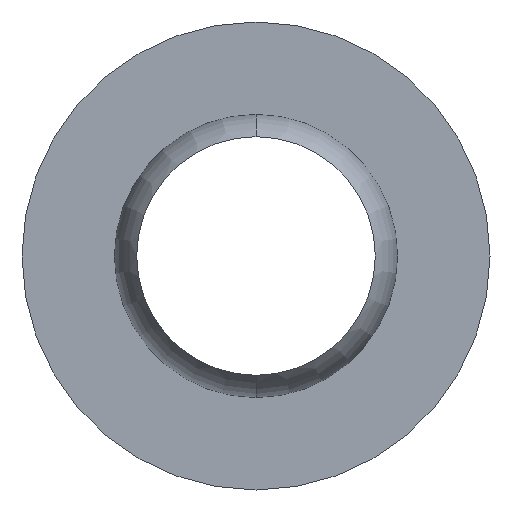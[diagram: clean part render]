
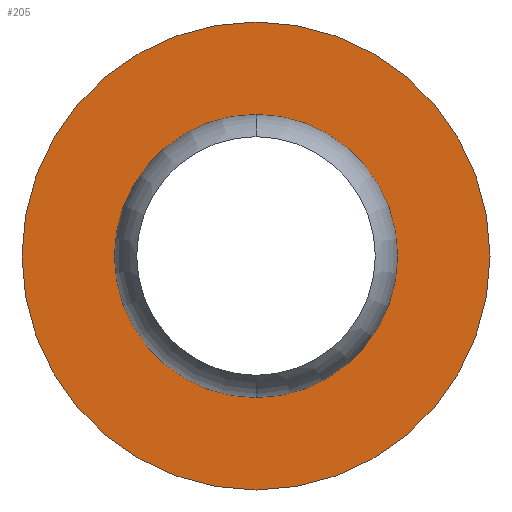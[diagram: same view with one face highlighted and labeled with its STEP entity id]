
A CAD part, front view. The second image highlights one B-rep face of the part: STEP entity #205.
In plain terms, the highlighted planar face has unit normal (0, -1, 0).
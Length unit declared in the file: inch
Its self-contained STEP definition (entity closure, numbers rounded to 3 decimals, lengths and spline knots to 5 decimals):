
#8 = ORIENTED_EDGE ( 'NONE', *, *, #12, .F. ) ;
#12 = EDGE_CURVE ( 'NONE', #48, #51, #175, .T. ) ;
#15 = EDGE_LOOP ( 'NONE', ( #192, #148 ) ) ;
#48 = VERTEX_POINT ( 'NONE', #201 ) ;
#50 = EDGE_CURVE ( 'NONE', #51, #48, #199, .T. ) ;
#51 = VERTEX_POINT ( 'NONE', #200 ) ;
#54 = VERTEX_POINT ( 'NONE', #187 ) ;
#56 = EDGE_CURVE ( 'NONE', #54, #57, #186, .T. ) ;
#57 = VERTEX_POINT ( 'NONE', #181 ) ;
#146 = EDGE_LOOP ( 'NONE', ( #206, #8 ) ) ;
#148 = ORIENTED_EDGE ( 'NONE', *, *, #207, .T. ) ;
#171 = DIRECTION ( 'NONE',  ( 0., 0., -1. ) ) ;
#172 = DIRECTION ( 'NONE',  ( 0., -1., 0. ) ) ;
#173 = CARTESIAN_POINT ( 'NONE',  ( 0., 0.125, 0. ) ) ;
#174 = AXIS2_PLACEMENT_3D ( 'NONE', #173, #172, #171 ) ;
#175 = CIRCLE ( 'NONE', #174, 0.0605 ) ;
#181 = CARTESIAN_POINT ( 'NONE',  ( 0., 0.125, 0.1 ) ) ;
#182 = DIRECTION ( 'NONE',  ( 0., 0., -1. ) ) ;
#183 = DIRECTION ( 'NONE',  ( 0., -1., 0. ) ) ;
#184 = CARTESIAN_POINT ( 'NONE',  ( 0., 0.125, 0. ) ) ;
#185 = AXIS2_PLACEMENT_3D ( 'NONE', #184, #183, #182 ) ;
#186 = CIRCLE ( 'NONE', #185, 0.1 ) ;
#187 = CARTESIAN_POINT ( 'NONE',  ( 0., 0.125, -0.1 ) ) ;
#192 = ORIENTED_EDGE ( 'NONE', *, *, #56, .T. ) ;
#195 = DIRECTION ( 'NONE',  ( 0., 0., -1. ) ) ;
#196 = DIRECTION ( 'NONE',  ( 0., -1., 0. ) ) ;
#197 = CARTESIAN_POINT ( 'NONE',  ( 0., 0.125, 0. ) ) ;
#198 = AXIS2_PLACEMENT_3D ( 'NONE', #197, #196, #195 ) ;
#199 = CIRCLE ( 'NONE', #198, 0.0605 ) ;
#200 = CARTESIAN_POINT ( 'NONE',  ( 0., 0.125, -0.0605 ) ) ;
#201 = CARTESIAN_POINT ( 'NONE',  ( 0., 0.125, 0.0605 ) ) ;
#205 = ADVANCED_FACE ( 'NONE', ( #371, #370 ), #394, .T. ) ;
#206 = ORIENTED_EDGE ( 'NONE', *, *, #50, .F. ) ;
#207 = EDGE_CURVE ( 'NONE', #57, #54, #395, .T. ) ;
#366 = CARTESIAN_POINT ( 'NONE',  ( 0., 0.125, 0. ) ) ;
#367 = AXIS2_PLACEMENT_3D ( 'NONE', #366, #380, #379 ) ;
#370 = FACE_BOUND ( 'NONE', #146, .T. ) ;
#371 = FACE_OUTER_BOUND ( 'NONE', #15, .T. ) ;
#379 = DIRECTION ( 'NONE',  ( 0., 0., -1. ) ) ;
#380 = DIRECTION ( 'NONE',  ( 0., -1., 0. ) ) ;
#383 = DIRECTION ( 'NONE',  ( 0., 0., -1. ) ) ;
#384 = DIRECTION ( 'NONE',  ( 0., -1., 0. ) ) ;
#385 = CARTESIAN_POINT ( 'NONE',  ( 0.1, 0.125, 0. ) ) ;
#386 = AXIS2_PLACEMENT_3D ( 'NONE', #385, #384, #383 ) ;
#394 = PLANE ( 'NONE',  #386 ) ;
#395 = CIRCLE ( 'NONE', #367, 0.1 ) ;
